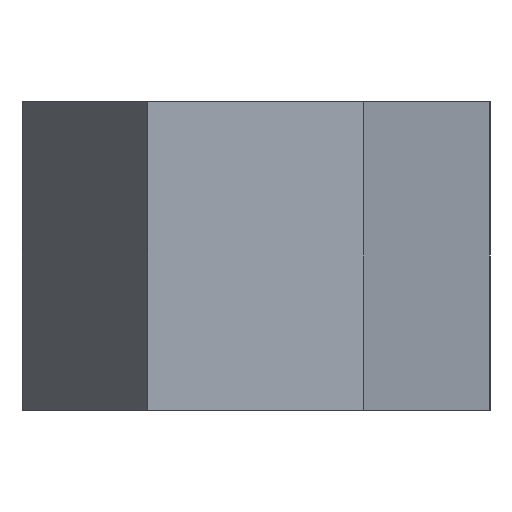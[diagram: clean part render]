
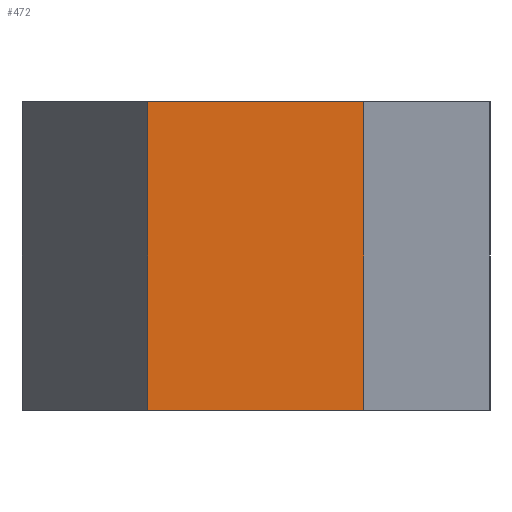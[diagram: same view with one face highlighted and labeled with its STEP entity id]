
A CAD part, left-side view. The second image highlights one B-rep face of the part: STEP entity #472.
In plain terms, the highlighted planar face has unit normal (-1, 0, 0).
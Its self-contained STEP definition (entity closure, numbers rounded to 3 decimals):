
#208=VERTEX_POINT('',#575);
#218=VERTEX_POINT('',#585);
#304=EDGE_CURVE('',#502,#218,#684,.T.);
#444=EDGE_CURVE('',#544,#218,#836,.T.);
#472=ADVANCED_FACE('',(#869),#870,.T.);
#474=EDGE_CURVE('',#544,#208,#872,.T.);
#496=EDGE_CURVE('',#208,#502,#896,.T.);
#502=VERTEX_POINT('',#903);
#544=VERTEX_POINT('',#949);
#575=CARTESIAN_POINT('',(-13.0,-10.5,0.0));
#585=CARTESIAN_POINT('',(-13.0,10.5,30.0));
#684=LINE('',#1150,#1151);
#836=LINE('',#1447,#1448);
#869=FACE_OUTER_BOUND('',#1492,.T.);
#870=PLANE('',#1493);
#872=LINE('',#1496,#1497);
#896=LINE('',#1538,#1539);
#903=CARTESIAN_POINT('',(-13.0,-10.5,30.0));
#949=CARTESIAN_POINT('',(-13.0,10.5,0.0));
#1150=CARTESIAN_POINT('',(-13.0,10.5,30.0));
#1151=VECTOR('',#1771,1.0);
#1447=CARTESIAN_POINT('',(-13.0,10.5,15.0));
#1448=VECTOR('',#1902,1.0);
#1492=EDGE_LOOP('',(#1948,#1949,#1950,#1951));
#1493=AXIS2_PLACEMENT_3D('',#1952,#1953,#1954);
#1496=CARTESIAN_POINT('',(-13.0,10.5,0.0));
#1497=VECTOR('',#1955,1.0);
#1538=CARTESIAN_POINT('',(-13.0,-10.5,15.0));
#1539=VECTOR('',#1976,1.0);
#1771=DIRECTION('',(0.0,1.0,0.0));
#1902=DIRECTION('',(0.0,0.0,1.0));
#1948=ORIENTED_EDGE('',*,*,#304,.T.);
#1949=ORIENTED_EDGE('',*,*,#444,.F.);
#1950=ORIENTED_EDGE('',*,*,#474,.T.);
#1951=ORIENTED_EDGE('',*,*,#496,.T.);
#1952=CARTESIAN_POINT('',(-13.0,-10.5,15.0));
#1953=DIRECTION('',(-1.0,0.0,0.0));
#1954=DIRECTION('',(0.0,0.0,1.0));
#1955=DIRECTION('',(0.0,-1.0,0.0));
#1976=DIRECTION('',(0.0,0.0,1.0));
